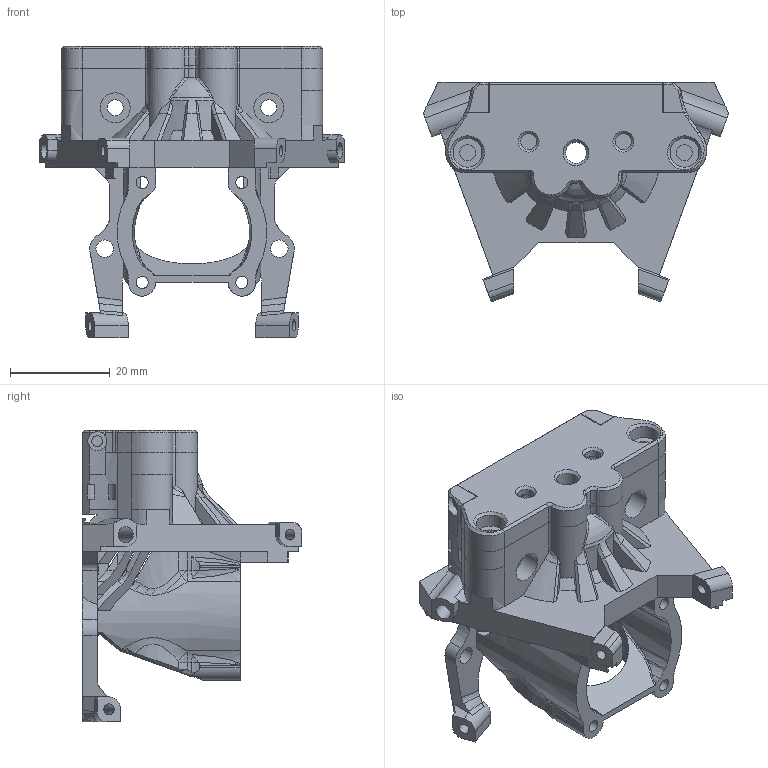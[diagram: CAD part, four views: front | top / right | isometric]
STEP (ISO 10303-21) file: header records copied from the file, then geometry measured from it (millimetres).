
FILE_DESCRIPTION(/* description */ ('STEP AP242','CAx-IF Rec.Pracs.---Representation and Presentation of Product Manufacturing Information (PMI)---4.0---2014-10-13','CAx-IF Rec.Pracs.---3D Tessellated Geometry---0.4---2014-09-14','2;1'),/* implementation_level */ '2;1');
FILE_NAME(/* name */ '645054cc7775a6114db4104e',/* time_stamp */ '2023-05-02T00:09:49Z',/* author */ (''),/* organization */ (''),/* preprocessor_version */ 'ST-DEVELOPER v19.4',/* originating_system */ ' ',/* authorisation */ ' ');
FILE_SCHEMA (('AP242_MANAGED_MODEL_BASED_3D_ENGINEERING_MIM_LF { 1 0 10303 442 1 1 4 }'));
Length unit declared in the file: metre
Products named in the file (2): Xol 2 Crazy Dragon - Hotend Mount - VZ-Hextrudort-Low; Xol 2 - Adapter - VZ-Hexdrudort-Low
Bounding box: 61.18 x 44.01 x 58.47 mm (x, y, z)
Volume: 27587.4 mm3; surface area: 17254.9 mm2
Topology: 2 solids, 3 shells, 723 faces, 2070 edges, 1353 vertices
Faces by surface type: plane 240, bspline 214, cylinder 211, cone 33, torus 25
Full cylindrical faces by diameter (mm): 2.1 x2, 2.2 x4, 2.45 x4, 2.7 x4, 3.2 x12, 3.5 x2, 3.8 x2, 4.2 x2, 4.6 x2, 4.8 x4, 5.8 x4, 6 x2, 22.5 x1
Entity records: 29385 total; most frequent: CARTESIAN_POINT 12585, ORIENTED_EDGE 3952, DIRECTION 2722, EDGE_CURVE 1976, VERTEX_POINT 1319, AXIS2_PLACEMENT_3D 1024, EDGE_LOOP 849, FACE_BOUND 849
